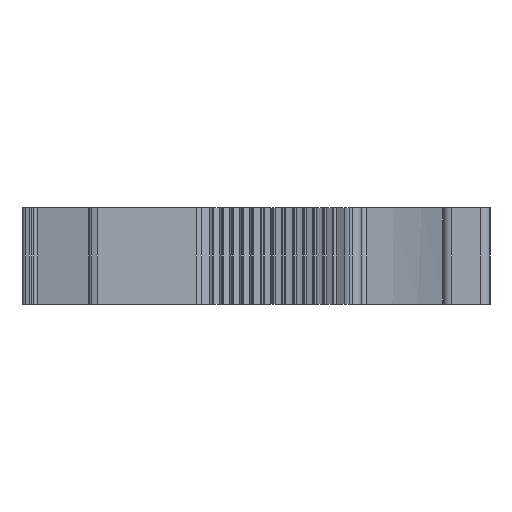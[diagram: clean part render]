
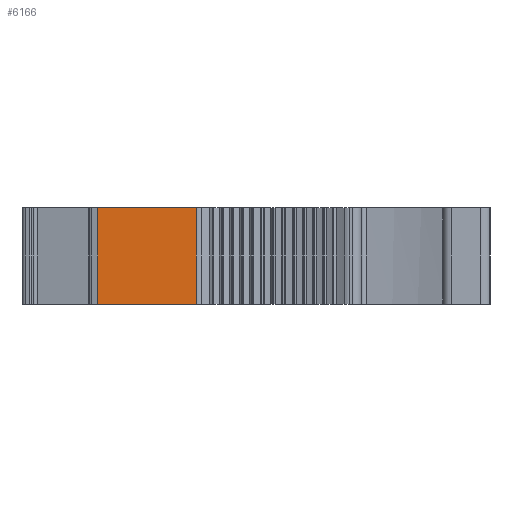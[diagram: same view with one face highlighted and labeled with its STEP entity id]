
A CAD part, left-side view. The second image highlights one B-rep face of the part: STEP entity #6166.
In plain terms, the highlighted planar face has unit normal (-1, 0, 0).
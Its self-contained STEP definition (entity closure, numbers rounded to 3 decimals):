
#93=DIRECTION('',(0.,-1.,0.));
#94=VECTOR('',#93,10.452);
#95=CARTESIAN_POINT('',(-155.838,57.979,0.));
#96=LINE('',#95,#94);
#1303=DIRECTION('',(0.,1.,0.));
#1304=VECTOR('',#1303,10.452);
#1305=CARTESIAN_POINT('',(-155.838,47.527,10.2));
#1306=LINE('',#1305,#1304);
#2276=DIRECTION('',(0.,0.,1.));
#2277=VECTOR('',#2276,10.2);
#2278=CARTESIAN_POINT('',(-155.838,47.527,0.));
#2279=LINE('',#2278,#2277);
#2284=DIRECTION('',(0.,0.,-1.));
#2285=VECTOR('',#2284,10.2);
#2286=CARTESIAN_POINT('',(-155.838,57.979,10.2));
#2287=LINE('',#2286,#2285);
#3298=CARTESIAN_POINT('',(-155.838,57.979,0.));
#3299=VERTEX_POINT('',#3298);
#3300=CARTESIAN_POINT('',(-155.838,47.527,0.));
#3301=VERTEX_POINT('',#3300);
#3851=CARTESIAN_POINT('',(-155.838,47.527,10.2));
#3852=VERTEX_POINT('',#3851);
#3853=CARTESIAN_POINT('',(-155.838,57.979,10.2));
#3854=VERTEX_POINT('',#3853);
#6154=CARTESIAN_POINT('',(-155.838,57.979,0.));
#6155=DIRECTION('',(-1.,0.,0.));
#6156=DIRECTION('',(0.,-1.,0.));
#6157=AXIS2_PLACEMENT_3D('',#6154,#6155,#6156);
#6158=PLANE('',#6157);
#6159=ORIENTED_EDGE('',*,*,#4937,.F.);
#6160=ORIENTED_EDGE('',*,*,#6147,.F.);
#6161=ORIENTED_EDGE('',*,*,#4338,.F.);
#6163=ORIENTED_EDGE('',*,*,#6162,.F.);
#6164=EDGE_LOOP('',(#6159,#6160,#6161,#6163));
#6165=FACE_OUTER_BOUND('',#6164,.F.);
#4338=EDGE_CURVE('',#3299,#3301,#96,.T.);
#4937=EDGE_CURVE('',#3852,#3854,#1306,.T.);
#6147=EDGE_CURVE('',#3301,#3852,#2279,.T.);
#6162=EDGE_CURVE('',#3854,#3299,#2287,.T.);
#6166=ADVANCED_FACE('',(#6165),#6158,.T.);
